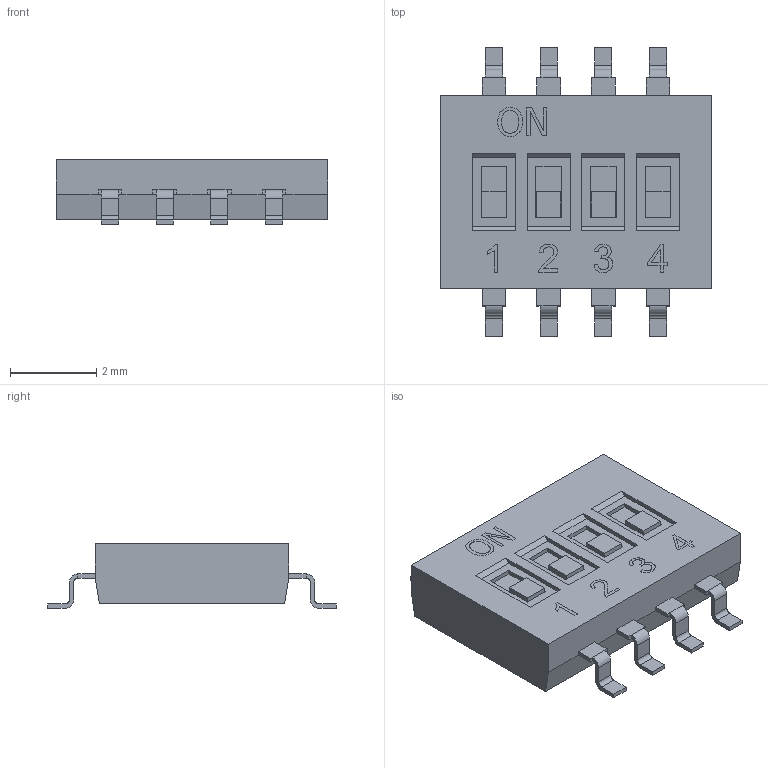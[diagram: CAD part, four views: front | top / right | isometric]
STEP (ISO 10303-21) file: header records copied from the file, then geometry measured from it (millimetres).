
FILE_DESCRIPTION(/* description */ (''),/* implementation_level */ '2;1');
FILE_NAME(/* name */ 'KAN1104RT.stp',/* time_stamp */ '2018-06-19T15:37:48-05:00',/* author */ ('mwilliams'),/* organization */ (''),/* preprocessor_version */ 'ST-DEVELOPER v17',/* originating_system */ 'Autodesk Inventor 2018',/* authorisation */ '');
FILE_SCHEMA (('AUTOMOTIVE_DESIGN { 1 0 10303 214 3 1 1 }'));
Length unit declared in the file: millimetre
Products named in the file (2): N111202; KAN 4
Assembly tree (1 placements, depth 2):
  N111202
    KAN 4
Bounding box: 6.31 x 6.7 x 1.5 mm (x, y, z)
Volume: 39.3 mm3; surface area: 105.1 mm2
Topology: 1 solids, 1 shells, 287 faces, 779 edges, 514 vertices
Faces by surface type: plane 216, bspline 39, cylinder 32
Entity records: 9397 total; most frequent: CARTESIAN_POINT 2086, ORIENTED_EDGE 1558, DIRECTION 1299, EDGE_CURVE 779, LINE 605, VECTOR 605, VERTEX_POINT 514, AXIS2_PLACEMENT_3D 347
